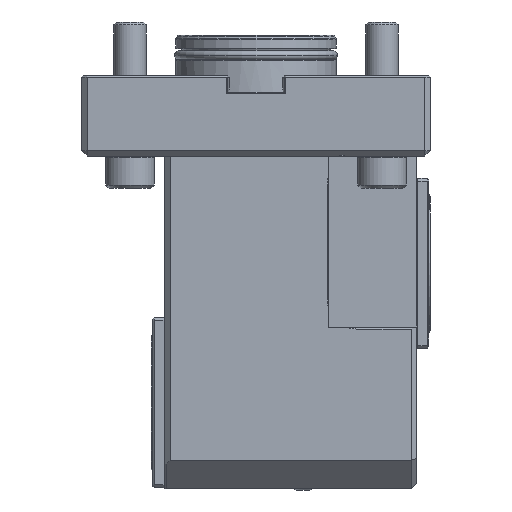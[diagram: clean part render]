
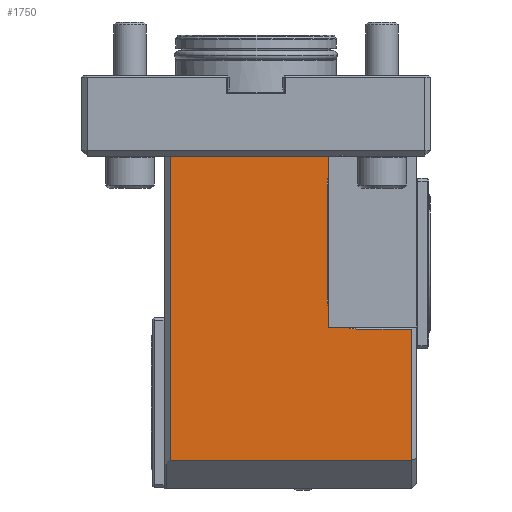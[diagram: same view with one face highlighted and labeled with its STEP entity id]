
A CAD part, front view. The second image highlights one B-rep face of the part: STEP entity #1750.
In plain terms, the highlighted planar face has unit normal (0, -1, 0).
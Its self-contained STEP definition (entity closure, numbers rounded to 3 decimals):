
#107=LINE('',#9185,#657);
#110=LINE('',#9198,#660);
#117=LINE('',#9220,#667);
#265=LINE('',#9719,#815);
#287=LINE('',#9761,#837);
#397=LINE('',#10106,#947);
#451=LINE('',#10208,#1001);
#452=LINE('',#10209,#1002);
#453=LINE('',#10211,#1003);
#657=VECTOR('',#6924,1.);
#660=VECTOR('',#6933,1.);
#667=VECTOR('',#6946,1.);
#815=VECTOR('',#7346,1.);
#837=VECTOR('',#7382,1.);
#947=VECTOR('',#7748,1.);
#1001=VECTOR('',#7828,1.);
#1002=VECTOR('',#7829,1.);
#1003=VECTOR('',#7832,1.);
#1750=ADVANCED_FACE('',(#2339),#2052,.T.);
#2052=PLANE('',#6489);
#2339=FACE_OUTER_BOUND('',#2699,.T.);
#2699=EDGE_LOOP('',(#3982,#3983,#3984,#3985,#3986,#3987,#3988,#3989,#3990,
#3991,#3992,#3993));
#3982=ORIENTED_EDGE('',*,*,#5674,.F.);
#3983=ORIENTED_EDGE('',*,*,#5676,.T.);
#3984=ORIENTED_EDGE('',*,*,#5620,.T.);
#3985=ORIENTED_EDGE('',*,*,#5459,.T.);
#3986=ORIENTED_EDGE('',*,*,#5437,.T.);
#3987=ORIENTED_EDGE('',*,*,#5217,.T.);
#3988=ORIENTED_EDGE('',*,*,#5215,.T.);
#3989=ORIENTED_EDGE('',*,*,#5208,.T.);
#3990=ORIENTED_EDGE('',*,*,#5675,.F.);
#3991=ORIENTED_EDGE('',*,*,#5206,.T.);
#3992=ORIENTED_EDGE('',*,*,#5203,.T.);
#3993=ORIENTED_EDGE('',*,*,#5201,.T.);
#4650=VERTEX_POINT('',#9180);
#4651=VERTEX_POINT('',#9182);
#4652=VERTEX_POINT('',#9186);
#4654=VERTEX_POINT('',#9192);
#4655=VERTEX_POINT('',#9199);
#4656=VERTEX_POINT('',#9200);
#4662=VERTEX_POINT('',#9217);
#4663=VERTEX_POINT('',#9221);
#4805=VERTEX_POINT('',#9712);
#4820=VERTEX_POINT('',#9759);
#4896=VERTEX_POINT('',#10107);
#4930=VERTEX_POINT('',#10207);
#5201=EDGE_CURVE('',#4651,#4650,#5923,.T.);
#5203=EDGE_CURVE('',#4652,#4651,#107,.T.);
#5206=EDGE_CURVE('',#4654,#4652,#5924,.T.);
#5208=EDGE_CURVE('',#4655,#4656,#110,.T.);
#5215=EDGE_CURVE('',#4662,#4655,#5925,.T.);
#5217=EDGE_CURVE('',#4663,#4662,#117,.T.);
#5437=EDGE_CURVE('',#4805,#4663,#265,.T.);
#5459=EDGE_CURVE('',#4820,#4805,#287,.T.);
#5620=EDGE_CURVE('',#4896,#4820,#397,.T.);
#5674=EDGE_CURVE('',#4930,#4650,#451,.T.);
#5675=EDGE_CURVE('',#4654,#4656,#452,.T.);
#5676=EDGE_CURVE('',#4930,#4896,#453,.T.);
#5923=CIRCLE('',#6206,11.);
#5924=CIRCLE('',#6209,11.);
#5925=CIRCLE('',#6212,11.);
#6206=AXIS2_PLACEMENT_3D('',#9181,#6919,#6920);
#6209=AXIS2_PLACEMENT_3D('',#9191,#6929,#6930);
#6212=AXIS2_PLACEMENT_3D('',#9216,#6941,#6942);
#6489=AXIS2_PLACEMENT_3D('',#10212,#7833,#7834);
#6919=DIRECTION('',(0.,1.,0.));
#6920=DIRECTION('',(0.,0.,-1.));
#6924=DIRECTION('',(0.,0.,1.));
#6929=DIRECTION('',(0.,1.,0.));
#6930=DIRECTION('',(0.,0.,-1.));
#6933=DIRECTION('',(-1.,0.,0.));
#6941=DIRECTION('',(0.,1.,0.));
#6942=DIRECTION('',(0.,0.,-1.));
#6946=DIRECTION('',(-1.,0.,0.));
#7346=DIRECTION('',(0.,0.,1.));
#7382=DIRECTION('',(1.,0.,0.));
#7748=DIRECTION('',(0.,0.,-1.));
#7828=DIRECTION('',(0.,0.,-1.));
#7829=DIRECTION('',(0.,0.,-1.));
#7832=DIRECTION('',(-1.,0.,0.));
#7833=DIRECTION('',(0.,-1.,0.));
#7834=DIRECTION('',(0.,0.,1.));
#9180=CARTESIAN_POINT('',(27.,-41.,-37.221));
#9181=CARTESIAN_POINT('',(37.5,-41.,-40.5));
#9182=CARTESIAN_POINT('',(26.5,-41.,-40.5));
#9185=CARTESIAN_POINT('',(26.5,-41.,-154.));
#9186=CARTESIAN_POINT('',(26.5,-41.,-83.5));
#9191=CARTESIAN_POINT('',(37.5,-41.,-83.5));
#9192=CARTESIAN_POINT('',(27.,-41.,-86.779));
#9198=CARTESIAN_POINT('',(194.648,-41.,-94.));
#9199=CARTESIAN_POINT('',(34.221,-41.,-94.));
#9200=CARTESIAN_POINT('',(27.,-41.,-94.));
#9216=CARTESIAN_POINT('',(37.5,-41.,-83.5));
#9217=CARTESIAN_POINT('',(37.5,-41.,-94.5));
#9220=CARTESIAN_POINT('',(194.648,-41.,-94.5));
#9221=CARTESIAN_POINT('',(58.,-41.,-94.5));
#9712=CARTESIAN_POINT('',(58.,-41.,-143.5));
#9719=CARTESIAN_POINT('',(58.,-41.,-94.5));
#9759=CARTESIAN_POINT('',(-32.,-41.,-143.5));
#9761=CARTESIAN_POINT('',(194.648,-41.,-143.5));
#10106=CARTESIAN_POINT('',(-32.,-41.,-154.));
#10107=CARTESIAN_POINT('',(-32.,-41.,-30.));
#10207=CARTESIAN_POINT('',(27.,-41.,-30.));
#10208=CARTESIAN_POINT('',(27.,-41.,-83.5));
#10209=CARTESIAN_POINT('',(27.,-41.,-83.5));
#10211=CARTESIAN_POINT('',(194.648,-41.,-30.));
#10212=CARTESIAN_POINT('',(194.648,-41.,-154.));
